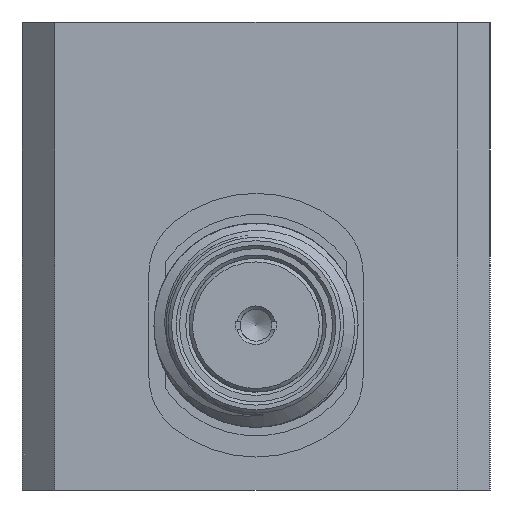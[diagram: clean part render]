
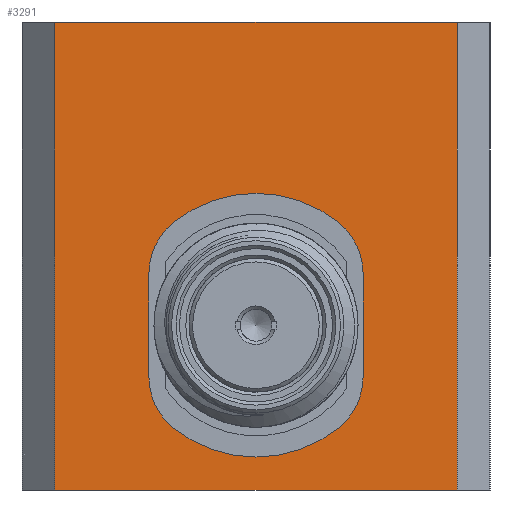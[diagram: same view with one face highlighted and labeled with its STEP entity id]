
A CAD part, left-side view. The second image highlights one B-rep face of the part: STEP entity #3291.
In plain terms, the highlighted planar face has unit normal (-1, 0, 0).
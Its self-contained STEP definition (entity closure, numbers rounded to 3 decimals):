
#3291=ADVANCED_FACE('',(#9801,#9803),#9805,.F.);
#9801=FACE_BOUND('',#9802,.T.);
#9802=EDGE_LOOP('',(#15464,#15465,#15466,#15467));
#9803=FACE_BOUND('',#9804,.T.);
#9804=EDGE_LOOP('',(#15468,#15469,#15470,#15471,#15472,#15473,#15474,#15475));
#9805=PLANE('',#9806);
#9806=AXIS2_PLACEMENT_3D('',#9807,#9808,#9809);
#9807=CARTESIAN_POINT('',(-19.7,-7.1,14.2));
#9808=DIRECTION('',(1.,0.,0.));
#9809=DIRECTION('',(0.,0.,-1.));
#15464=ORIENTED_EDGE('',*,*,#17013,.F.);
#15465=ORIENTED_EDGE('',*,*,#17014,.T.);
#15466=ORIENTED_EDGE('',*,*,#17015,.T.);
#15467=ORIENTED_EDGE('',*,*,#17016,.T.);
#15468=ORIENTED_EDGE('',*,*,#17017,.F.);
#15469=ORIENTED_EDGE('',*,*,#16961,.F.);
#15470=ORIENTED_EDGE('',*,*,#17018,.F.);
#15471=ORIENTED_EDGE('',*,*,#17019,.F.);
#15472=ORIENTED_EDGE('',*,*,#17020,.F.);
#15473=ORIENTED_EDGE('',*,*,#17021,.F.);
#15474=ORIENTED_EDGE('',*,*,#17022,.F.);
#15475=ORIENTED_EDGE('',*,*,#17023,.F.);
#16961=EDGE_CURVE('',#18819,#18821,#18822,.T.);
#17013=EDGE_CURVE('',#18919,#18920,#18921,.T.);
#17014=EDGE_CURVE('',#18919,#18922,#18923,.T.);
#17015=EDGE_CURVE('',#18922,#18924,#18925,.T.);
#17016=EDGE_CURVE('',#18924,#18920,#18926,.T.);
#17017=EDGE_CURVE('',#18821,#18927,#18928,.T.);
#17018=EDGE_CURVE('',#18929,#18819,#18930,.T.);
#17019=EDGE_CURVE('',#18931,#18929,#18932,.T.);
#17020=EDGE_CURVE('',#18933,#18931,#18934,.T.);
#17021=EDGE_CURVE('',#18935,#18933,#18936,.T.);
#17022=EDGE_CURVE('',#18937,#18935,#18938,.T.);
#17023=EDGE_CURVE('',#18927,#18937,#18939,.T.);
#18819=VERTEX_POINT('',#35020);
#18821=VERTEX_POINT('',#35024);
#18822=CIRCLE('',#35025,4.);
#18919=VERTEX_POINT('',#35621);
#18920=VERTEX_POINT('',#35622);
#18921=LINE('',#35623,#35624);
#18922=VERTEX_POINT('',#35626);
#18923=LINE('',#35627,#35628);
#18924=VERTEX_POINT('',#35630);
#18925=LINE('',#35631,#35632);
#18926=LINE('',#35634,#35635);
#18927=VERTEX_POINT('',#35637);
#18928=CIRCLE('',#35638,2.);
#18929=VERTEX_POINT('',#35642);
#18930=CIRCLE('',#35643,2.);
#18931=VERTEX_POINT('',#35647);
#18932=LINE('',#35648,#35649);
#18933=VERTEX_POINT('',#35651);
#18934=CIRCLE('',#35652,2.);
#18935=VERTEX_POINT('',#35656);
#18936=CIRCLE('',#35657,4.);
#18937=VERTEX_POINT('',#35661);
#18938=CIRCLE('',#35662,2.);
#18939=LINE('',#35666,#35667);
#35020=CARTESIAN_POINT('',(-19.7,-2.5,8.122));
#35024=CARTESIAN_POINT('',(-19.7,2.5,8.122));
#35025=AXIS2_PLACEMENT_3D('',#35026,#35027,#35028);
#35026=CARTESIAN_POINT('',(-19.7,0.,5.));
#35027=DIRECTION('',(-1.,0.,-0.));
#35028=DIRECTION('',(0.,-0.625,0.781));
#35621=CARTESIAN_POINT('',(-19.7,6.1,14.2));
#35622=CARTESIAN_POINT('',(-19.7,-6.1,14.2));
#35623=CARTESIAN_POINT('',(-19.7,6.1,14.2));
#35624=VECTOR('',#35625,1.);
#35625=DIRECTION('',(0.,-1.,0.));
#35626=CARTESIAN_POINT('',(-19.7,6.1,0.));
#35627=CARTESIAN_POINT('',(-19.7,6.1,14.2));
#35628=VECTOR('',#35629,1.);
#35629=DIRECTION('',(0.,0.,-1.));
#35630=CARTESIAN_POINT('',(-19.7,-6.1,0.));
#35631=CARTESIAN_POINT('',(-19.7,6.1,0.));
#35632=VECTOR('',#35633,1.);
#35633=DIRECTION('',(0.,-1.,0.));
#35634=CARTESIAN_POINT('',(-19.7,-6.1,0.));
#35635=VECTOR('',#35636,1.);
#35636=DIRECTION('',(0.,0.,1.));
#35637=CARTESIAN_POINT('',(-19.7,3.25,6.561));
#35638=AXIS2_PLACEMENT_3D('',#35639,#35640,#35641);
#35639=CARTESIAN_POINT('',(-19.7,1.25,6.561));
#35640=DIRECTION('',(-1.,0.,-0.));
#35641=DIRECTION('',(0.,0.625,0.781));
#35642=CARTESIAN_POINT('',(-19.7,-3.25,6.561));
#35643=AXIS2_PLACEMENT_3D('',#35644,#35645,#35646);
#35644=CARTESIAN_POINT('',(-19.7,-1.25,6.561));
#35645=DIRECTION('',(-1.,-0.,0.));
#35646=DIRECTION('',(0.,-1.,0.));
#35647=CARTESIAN_POINT('',(-19.7,-3.25,3.439));
#35648=CARTESIAN_POINT('',(-19.7,-3.25,3.439));
#35649=VECTOR('',#35650,1.);
#35650=DIRECTION('',(0.,0.,1.));
#35651=CARTESIAN_POINT('',(-19.7,-2.5,1.878));
#35652=AXIS2_PLACEMENT_3D('',#35653,#35654,#35655);
#35653=CARTESIAN_POINT('',(-19.7,-1.25,3.439));
#35654=DIRECTION('',(-1.,-0.,0.));
#35655=DIRECTION('',(0.,-0.625,-0.781));
#35656=CARTESIAN_POINT('',(-19.7,2.5,1.878));
#35657=AXIS2_PLACEMENT_3D('',#35658,#35659,#35660);
#35658=CARTESIAN_POINT('',(-19.7,0.,5.));
#35659=DIRECTION('',(-1.,0.,-0.));
#35660=DIRECTION('',(0.,0.625,-0.781));
#35661=CARTESIAN_POINT('',(-19.7,3.25,3.439));
#35662=AXIS2_PLACEMENT_3D('',#35663,#35664,#35665);
#35663=CARTESIAN_POINT('',(-19.7,1.25,3.439));
#35664=DIRECTION('',(-1.,0.,0.));
#35665=DIRECTION('',(0.,1.,0.));
#35666=CARTESIAN_POINT('',(-19.7,3.25,6.561));
#35667=VECTOR('',#35668,1.);
#35668=DIRECTION('',(0.,0.,-1.));
